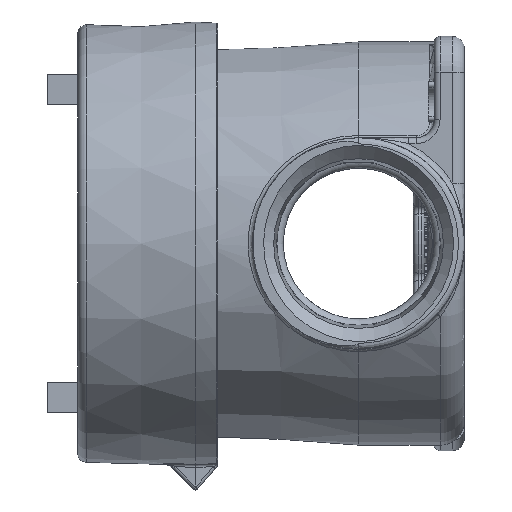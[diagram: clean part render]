
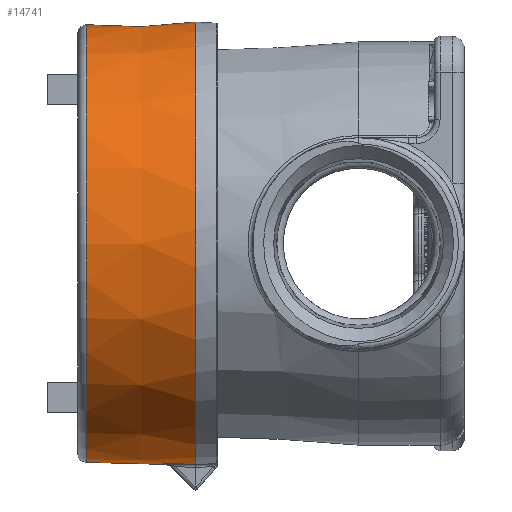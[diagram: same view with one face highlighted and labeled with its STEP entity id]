
A CAD part, left-side view. The second image highlights one B-rep face of the part: STEP entity #14741.
In plain terms, the highlighted conical face has half-angle 1.5 degrees and reference radius 58.214 mm.
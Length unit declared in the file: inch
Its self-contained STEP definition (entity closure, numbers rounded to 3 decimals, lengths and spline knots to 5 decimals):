
#1910=LINE('',#53035,#3159);
#3159=VECTOR('',#18662,2.29188);
#3206=CONICAL_SURFACE('',#15687,2.29188,0.026);
#3988=FACE_OUTER_BOUND('',#4875,.T.);
#4875=EDGE_LOOP('',(#13436,#13437,#13438,#13439,#13440,#13441,#13442,#13443));
#5464=B_SPLINE_CURVE_WITH_KNOTS('',3,(#53017,#53018,#53019,#53020,#53021,
#53022,#53023,#53024,#53025,#53026),.UNSPECIFIED.,.F.,.F.,(4,2,2,2,4),(0.,
0.25,0.5,0.75,1.),.UNSPECIFIED.);
#5465=B_SPLINE_CURVE_WITH_KNOTS('',3,(#53028,#53029,#53030,#53031),
 .UNSPECIFIED.,.F.,.F.,(4,4),(0.,1.),.UNSPECIFIED.);
#5466=B_SPLINE_CURVE_WITH_KNOTS('',3,(#53039,#53040,#53041,#53042),
 .UNSPECIFIED.,.F.,.F.,(4,4),(0.,1.),.UNSPECIFIED.);
#5759=CIRCLE('',#15688,2.29188);
#5760=CIRCLE('',#15689,2.26235);
#5761=CIRCLE('',#15690,2.29188);
#7118=VERTEX_POINT('',#53015);
#7119=VERTEX_POINT('',#53016);
#7120=VERTEX_POINT('',#53027);
#7121=VERTEX_POINT('',#53032);
#7122=VERTEX_POINT('',#53034);
#7123=VERTEX_POINT('',#53037);
#9236=EDGE_CURVE('',#7118,#7119,#5464,.T.);
#9237=EDGE_CURVE('',#7119,#7120,#5465,.T.);
#9238=EDGE_CURVE('',#7120,#7121,#5759,.F.);
#9239=EDGE_CURVE('',#7121,#7122,#1910,.T.);
#9240=EDGE_CURVE('',#7122,#7122,#5760,.T.);
#9241=EDGE_CURVE('',#7121,#7123,#5761,.F.);
#9242=EDGE_CURVE('',#7123,#7118,#5466,.T.);
#13436=ORIENTED_EDGE('',*,*,#9236,.T.);
#13437=ORIENTED_EDGE('',*,*,#9237,.T.);
#13438=ORIENTED_EDGE('',*,*,#9238,.T.);
#13439=ORIENTED_EDGE('',*,*,#9239,.T.);
#13440=ORIENTED_EDGE('',*,*,#9240,.T.);
#13441=ORIENTED_EDGE('',*,*,#9239,.F.);
#13442=ORIENTED_EDGE('',*,*,#9241,.T.);
#13443=ORIENTED_EDGE('',*,*,#9242,.T.);
#14741=ADVANCED_FACE('',(#3988),#3206,.T.);
#15687=AXIS2_PLACEMENT_3D('',#53014,#18658,#18659);
#15688=AXIS2_PLACEMENT_3D('',#53033,#18660,#18661);
#15689=AXIS2_PLACEMENT_3D('',#53036,#18663,#18664);
#15690=AXIS2_PLACEMENT_3D('',#53038,#18665,#18666);
#18658=DIRECTION('center_axis',(0.,0.,-1.));
#18659=DIRECTION('ref_axis',(1.,0.,0.));
#18660=DIRECTION('center_axis',(0.,0.,-1.));
#18661=DIRECTION('ref_axis',(0.094,-0.996,0.));
#18662=DIRECTION('',(0.026,0.,1.));
#18663=DIRECTION('center_axis',(0.,0.,-1.));
#18664=DIRECTION('ref_axis',(-1.,0.,0.));
#18665=DIRECTION('center_axis',(0.,0.,-1.));
#18666=DIRECTION('ref_axis',(0.094,-0.996,0.));
#53014=CARTESIAN_POINT('Origin',(0.,0.,0.25));
#53015=CARTESIAN_POINT('',(-0.20732,-2.27386,0.57789));
#53016=CARTESIAN_POINT('',(0.20732,-2.27386,0.57789));
#53017=CARTESIAN_POINT('Ctrl Pts',(-0.20732,-2.27386,
0.57789));
#53018=CARTESIAN_POINT('Ctrl Pts',(-0.17295,-2.27708,
0.57453));
#53019=CARTESIAN_POINT('Ctrl Pts',(-0.13826,-2.27952,
0.57199));
#53020=CARTESIAN_POINT('Ctrl Pts',(-0.06895,-2.28275,
0.56862));
#53021=CARTESIAN_POINT('Ctrl Pts',(-0.03423,-2.28356,
0.56778));
#53022=CARTESIAN_POINT('Ctrl Pts',(0.03531,-2.28355,
0.56779));
#53023=CARTESIAN_POINT('Ctrl Pts',(0.07008,-2.28272,
0.56866));
#53024=CARTESIAN_POINT('Ctrl Pts',(0.13902,-2.27947,
0.57204));
#53025=CARTESIAN_POINT('Ctrl Pts',(0.17327,-2.27705,
0.57457));
#53026=CARTESIAN_POINT('Ctrl Pts',(0.20732,-2.27386,
0.57789));
#53027=CARTESIAN_POINT('',(0.2158,-2.28169,0.25));
#53028=CARTESIAN_POINT('Ctrl Pts',(0.20732,-2.27386,
0.57789));
#53029=CARTESIAN_POINT('Ctrl Pts',(0.21014,-2.27647,
0.4686));
#53030=CARTESIAN_POINT('Ctrl Pts',(0.21297,-2.27909,
0.3593));
#53031=CARTESIAN_POINT('Ctrl Pts',(0.2158,-2.28169,
0.25));
#53032=CARTESIAN_POINT('',(-2.29188,0.,0.25));
#53033=CARTESIAN_POINT('Origin',(0.,0.,
0.25));
#53034=CARTESIAN_POINT('',(-2.26235,0.,1.37745));
#53035=CARTESIAN_POINT('',(-2.29188,0.,0.25));
#53036=CARTESIAN_POINT('Origin',(0.,0.,1.37745));
#53037=CARTESIAN_POINT('',(-0.2158,-2.28169,0.25));
#53038=CARTESIAN_POINT('Origin',(0.,0.,
0.25));
#53039=CARTESIAN_POINT('Ctrl Pts',(-0.2158,-2.28169,
0.25));
#53040=CARTESIAN_POINT('Ctrl Pts',(-0.21297,-2.27909,
0.3593));
#53041=CARTESIAN_POINT('Ctrl Pts',(-0.21014,-2.27647,
0.4686));
#53042=CARTESIAN_POINT('Ctrl Pts',(-0.20732,-2.27386,
0.57789));
